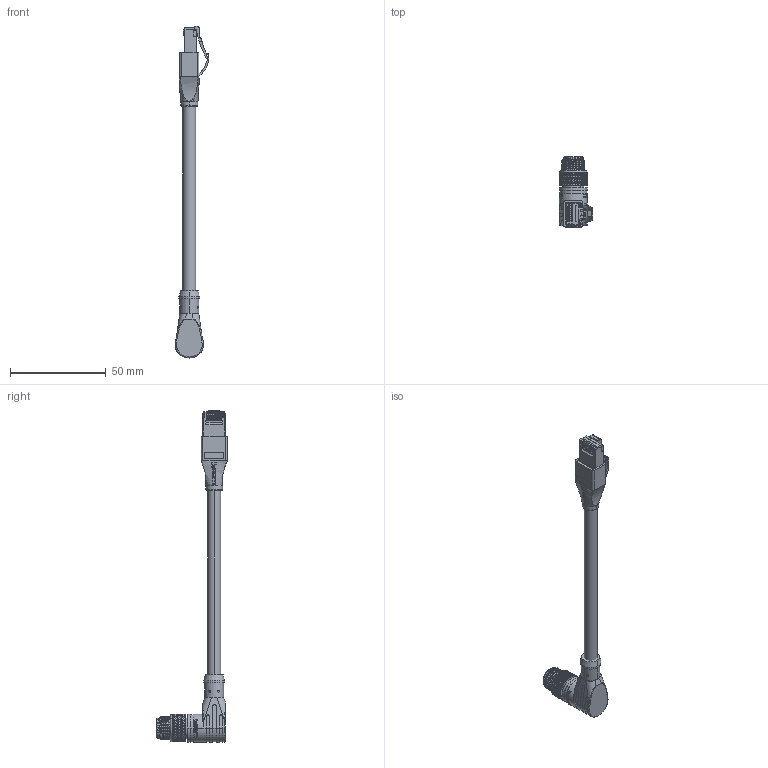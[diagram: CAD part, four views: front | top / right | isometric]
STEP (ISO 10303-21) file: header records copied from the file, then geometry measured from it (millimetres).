
FILE_DESCRIPTION (( 'STEP AP214' ), '1' );
FILE_NAME ('TRG508-T4T.STEP', '2018-05-02T11:18:31', ( '' ), ( '' ), 'SwSTEP 2.0', 'SolidWorks 2017', '' );
FILE_SCHEMA (( 'AUTOMOTIVE_DESIGN' ));
Length unit declared in the file: millimetre
Products named in the file (14): 1AY01-242_entry size not shown; MTN-1060_Type2; TRG507-T4T-MA2-Epoxy Glue; MTN-1061_TYPE2 ; 1AJ09-153; 1AD03-056___; TRG507-T4T-MA1-1AL03-130_LENGTH=130MM; 1AD03-056-MA1___; TRG508-T4T; 1AD03-056-MA3_CANCLED CLAW ; MTN-1060_TYPE 2; MTN-1061_Type 2 design; 1AD03-056-MA2___; 1AA13-156
Assembly tree (20 placements, depth 4):
  TRG508-T4T
    TRG507-T4T-MA1-1AL03-130_LENGTH=130MM
    MTN-1061_Type 2 design
      MTN-1061_TYPE2 
      MTN-1060_Type2
        MTN-1060_TYPE 2
        1AA13-156
        1AJ09-153
        TRG507-T4T-MA2-Epoxy Glue
    1AD03-056___
      1AD03-056-MA1___  x8
      1AD03-056-MA2___
      1AD03-056-MA3_CANCLED CLAW 
    1AY01-242_entry size not shown
Bounding box: 17.72 x 36.78 x 173.27 mm (x, y, z)
Volume: 16600.2 mm3; surface area: 16572.9 mm2
Topology: 17 solids, 17 shells, 3646 faces, 8246 edges, 4671 vertices
Faces by surface type: bspline 2061, cylinder 827, plane 742, torus 7, cone 7, sphere 2
Entity records: 144332 total; most frequent: CARTESIAN_POINT 90899, ORIENTED_EDGE 15448, EDGE_CURVE 7724, DIRECTION 5782, VERTEX_POINT 4335, EDGE_LOOP 3551, FACE_OUTER_BOUND 3464, ADVANCED_FACE 3464
